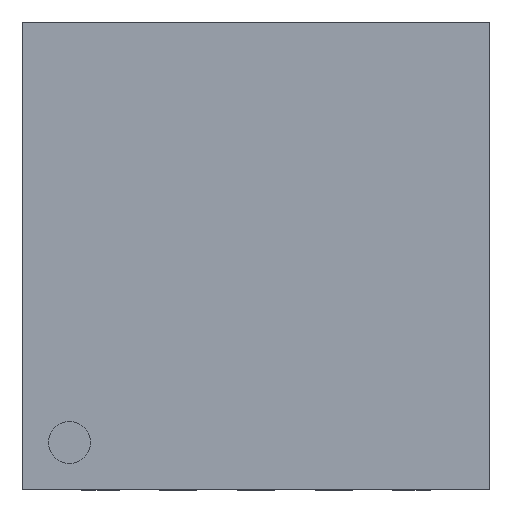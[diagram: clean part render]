
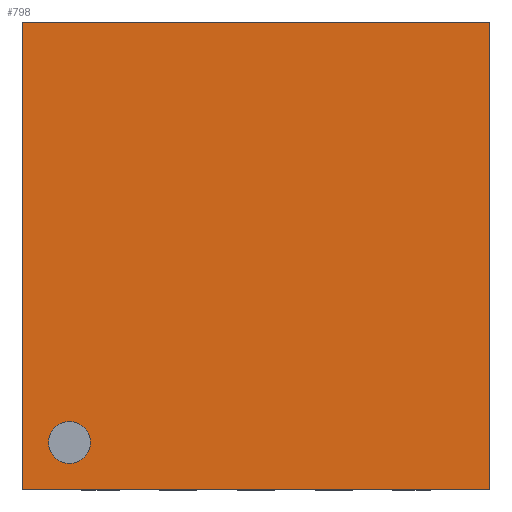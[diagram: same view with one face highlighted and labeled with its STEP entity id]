
A CAD part, top view. The second image highlights one B-rep face of the part: STEP entity #798.
In plain terms, the highlighted planar face has unit normal (0, 0, 1).
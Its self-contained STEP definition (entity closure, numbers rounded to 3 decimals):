
#35 = VERTEX_POINT('',#36);
#36 = CARTESIAN_POINT('',(-1.2,-1.065,0.695));
#42 = EDGE_CURVE('',#43,#35,#45,.T.);
#43 = VERTEX_POINT('',#44);
#44 = CARTESIAN_POINT('',(-1.2,-1.335,0.695));
#45 = CIRCLE('',#46,0.135);
#46 = AXIS2_PLACEMENT_3D('',#47,#48,#49);
#47 = CARTESIAN_POINT('',(-1.2,-1.2,0.695));
#48 = DIRECTION('',(0.,0.,1.));
#49 = DIRECTION('',(0.,1.,0.));
#245 = VERTEX_POINT('',#246);
#246 = CARTESIAN_POINT('',(-1.5,1.5,0.695));
#252 = EDGE_CURVE('',#245,#253,#255,.T.);
#253 = VERTEX_POINT('',#254);
#254 = CARTESIAN_POINT('',(1.5,1.5,0.695));
#255 = LINE('',#256,#257);
#256 = CARTESIAN_POINT('',(-1.5,1.5,0.695));
#257 = VECTOR('',#258,1.);
#258 = DIRECTION('',(1.,0.,0.));
#274 = EDGE_CURVE('',#253,#275,#277,.T.);
#275 = VERTEX_POINT('',#276);
#276 = CARTESIAN_POINT('',(1.5,-1.5,0.695));
#277 = LINE('',#278,#279);
#278 = CARTESIAN_POINT('',(1.5,1.5,0.695));
#279 = VECTOR('',#280,1.);
#280 = DIRECTION('',(0.,-1.,0.));
#346 = EDGE_CURVE('',#275,#347,#349,.T.);
#347 = VERTEX_POINT('',#348);
#348 = CARTESIAN_POINT('',(-1.5,-1.5,0.695));
#349 = LINE('',#350,#351);
#350 = CARTESIAN_POINT('',(-1.5,-1.5,0.695));
#351 = VECTOR('',#352,1.);
#352 = DIRECTION('',(-1.,0.,0.));
#496 = EDGE_CURVE('',#347,#245,#497,.T.);
#497 = LINE('',#498,#499);
#498 = CARTESIAN_POINT('',(-1.5,1.5,0.695));
#499 = VECTOR('',#500,1.);
#500 = DIRECTION('',(0.,1.,0.));
#798 = ADVANCED_FACE('',(#799,#809),#815,.F.);
#799 = FACE_BOUND('',#800,.T.);
#800 = EDGE_LOOP('',(#801,#808));
#801 = ORIENTED_EDGE('',*,*,#802,.F.);
#802 = EDGE_CURVE('',#35,#43,#803,.T.);
#803 = CIRCLE('',#804,0.135);
#804 = AXIS2_PLACEMENT_3D('',#805,#806,#807);
#805 = CARTESIAN_POINT('',(-1.2,-1.2,0.695));
#806 = DIRECTION('',(0.,0.,1.));
#807 = DIRECTION('',(0.,1.,0.));
#808 = ORIENTED_EDGE('',*,*,#42,.F.);
#809 = FACE_BOUND('',#810,.T.);
#810 = EDGE_LOOP('',(#811,#812,#813,#814));
#811 = ORIENTED_EDGE('',*,*,#252,.F.);
#812 = ORIENTED_EDGE('',*,*,#496,.F.);
#813 = ORIENTED_EDGE('',*,*,#346,.F.);
#814 = ORIENTED_EDGE('',*,*,#274,.F.);
#815 = PLANE('',#816);
#816 = AXIS2_PLACEMENT_3D('',#817,#818,#819);
#817 = CARTESIAN_POINT('',(-1.5,1.5,0.695));
#818 = DIRECTION('',(0.,0.,-1.));
#819 = DIRECTION('',(0.,-1.,0.));
